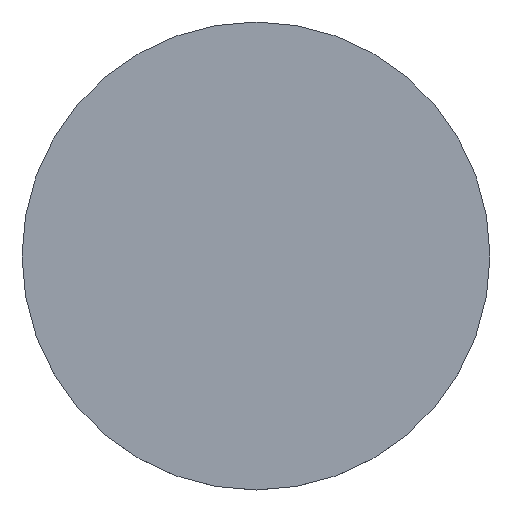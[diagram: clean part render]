
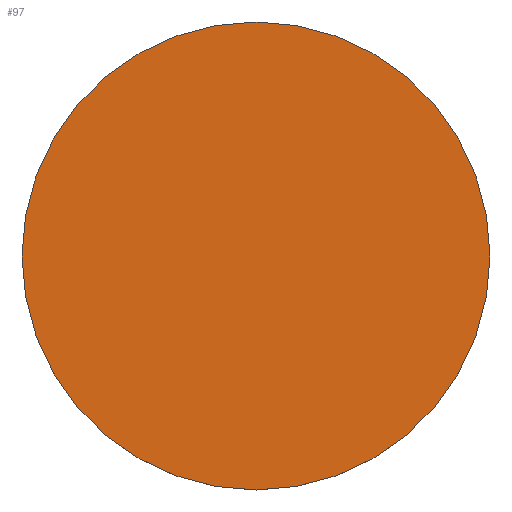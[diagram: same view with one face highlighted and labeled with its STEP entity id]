
A CAD part, top view. The second image highlights one B-rep face of the part: STEP entity #97.
In plain terms, the highlighted planar face has unit normal (0, 0, 1).
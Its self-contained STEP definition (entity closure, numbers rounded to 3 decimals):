
#97=ADVANCED_FACE('',(#106),#107,.T.);
#106=FACE_OUTER_BOUND('',#116,.T.);
#107=PLANE('',#117);
#116=EDGE_LOOP('',(#257));
#117=AXIS2_PLACEMENT_3D('',#258,#259,#260);
#257=ORIENTED_EDGE('',*,*,#261,.F.);
#258=CARTESIAN_POINT('',(0.0,0.0,12.218));
#259=DIRECTION('',(0.0,0.0,1.0));
#260=DIRECTION('',(1.0,0.0,0.0));
#261=EDGE_CURVE('',#264,#264,#265,.T.);
#264=VERTEX_POINT('',#268);
#265=CIRCLE('',#269,85.0);
#268=CARTESIAN_POINT('',(0.,-85.0,12.218));
#269=AXIS2_PLACEMENT_3D('',#272,#273,#274);
#272=CARTESIAN_POINT('',(0.0,0.0,12.218));
#273=DIRECTION('',(0.0,0.0,-1.0));
#274=DIRECTION('',(0.0,1.0,0.0));
